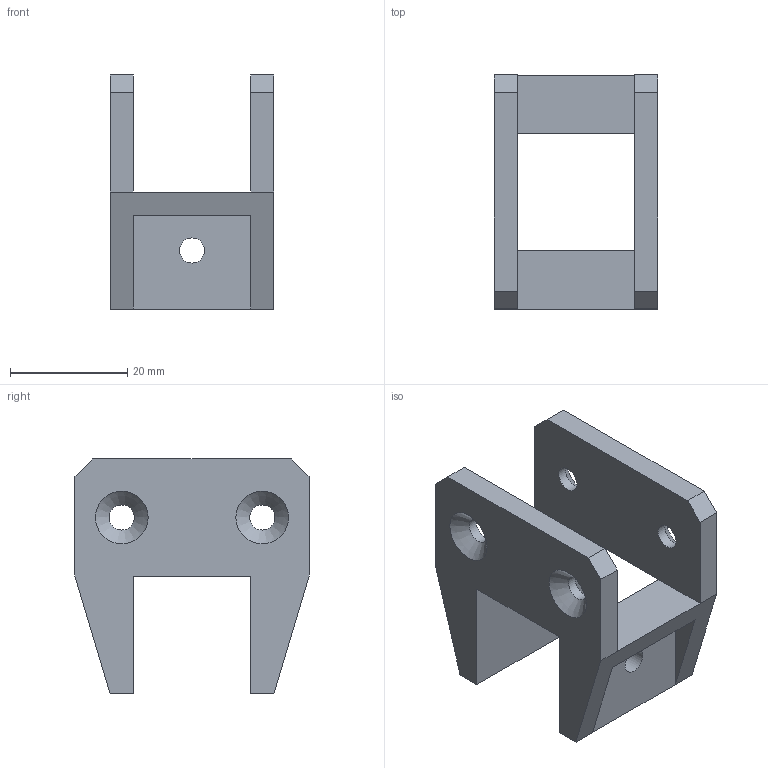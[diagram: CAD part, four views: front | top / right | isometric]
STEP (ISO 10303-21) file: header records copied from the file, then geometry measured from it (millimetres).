
FILE_DESCRIPTION(/* description */ (''),/* implementation_level */ '2;1');
FILE_NAME(/* name */ 'V06-03-03-01-04 - 2020 to 2020 mount.step',/* time_stamp */ '2021-11-15T22:01:50+03:00',/* author */ (''),/* organization */ (''),/* preprocessor_version */ 'ST-DEVELOPER v18.1',/* originating_system */ 'Autodesk Translation Framework v10.10.0.1391',/* authorisation */ '');
FILE_SCHEMA (('AUTOMOTIVE_DESIGN { 1 0 10303 214 3 1 1 }'));
Length unit declared in the file: millimetre
Products named in the file (1): V06-03-03-01-04 - 2020 to 2020 mount
Bounding box: 28 x 40 x 40 mm (x, y, z)
Volume: 12079.9 mm3; surface area: 7830.9 mm2
Topology: 1 solids, 1 shells, 42 faces, 110 edges, 68 vertices
Faces by surface type: plane 32, cylinder 6, cone 4
Full cylindrical faces by diameter (mm): 4.3 x6
Entity records: 1323 total; most frequent: CARTESIAN_POINT 221, ORIENTED_EDGE 220, DIRECTION 212, EDGE_CURVE 110, LINE 94, VECTOR 94, VERTEX_POINT 68, AXIS2_PLACEMENT_3D 59
